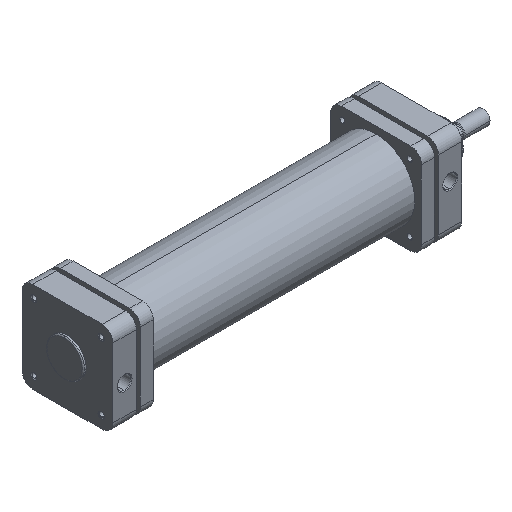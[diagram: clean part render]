
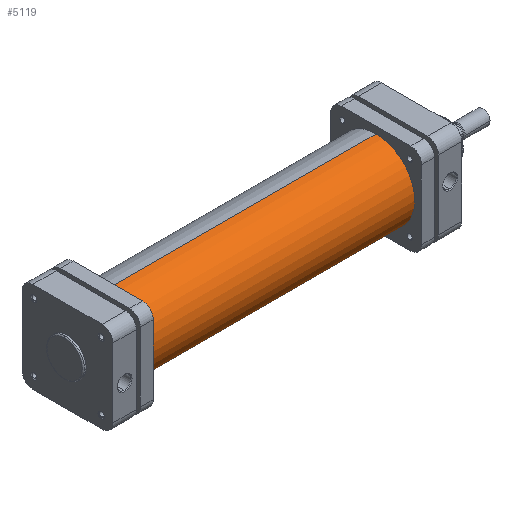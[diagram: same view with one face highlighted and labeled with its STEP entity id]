
A CAD part, isometric view. The second image highlights one B-rep face of the part: STEP entity #5119.
In plain terms, the highlighted cylindrical face has radius 53.5 mm (diameter 107 mm), a partial arc.
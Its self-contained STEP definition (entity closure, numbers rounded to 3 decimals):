
#131 = ORIENTED_EDGE ( 'NONE', *, *, #464, .T. ) ;
#225 = ORIENTED_EDGE ( 'NONE', *, *, #466, .F. ) ;
#232 = ORIENTED_EDGE ( 'NONE', *, *, #470, .T. ) ;
#248 = ORIENTED_EDGE ( 'NONE', *, *, #473, .F. ) ;
#464 = EDGE_CURVE ( 'NONE', #4850, #4858, #3186, .T. ) ;
#466 = EDGE_CURVE ( 'NONE', #4585, #4598, #3188, .T. ) ;
#470 = EDGE_CURVE ( 'NONE', #4585, #4850, #3191, .T. ) ;
#473 = EDGE_CURVE ( 'NONE', #4598, #4858, #3195, .T. ) ;
#772 = AXIS2_PLACEMENT_3D ( 'NONE', #4627, #4604, #4621 ) ;
#776 = AXIS2_PLACEMENT_3D ( 'NONE', #4587, #4624, #4626 ) ;
#1125 = AXIS2_PLACEMENT_3D ( 'NONE', #2465, #2464, #2463 ) ;
#1701 = CARTESIAN_POINT ( 'NONE',  ( -53.5, 0., 419. ) ) ;
#1708 = CARTESIAN_POINT ( 'NONE',  ( 53.5, 0., 419. ) ) ;
#1770 = CARTESIAN_POINT ( 'NONE',  ( -53.5, 0., 0. ) ) ;
#1776 = CARTESIAN_POINT ( 'NONE',  ( 53.5, 0., 0. ) ) ;
#2463 = DIRECTION ( 'NONE',  ( -1., 0., 0. ) ) ;
#2464 = DIRECTION ( 'NONE',  ( 0., 0., -1. ) ) ;
#2465 = CARTESIAN_POINT ( 'NONE',  ( 0., 0., 419. ) ) ;
#2956 = EDGE_LOOP ( 'NONE', ( #248, #225, #232, #131 ) ) ;
#3186 = CIRCLE ( 'NONE', #772, 53.5 ) ;
#3188 = CIRCLE ( 'NONE', #776, 53.5 ) ;
#3191 = LINE ( 'NONE', #4595, #3193 ) ;
#3193 = VECTOR ( 'NONE', #4608, 1000. ) ;
#3194 = VECTOR ( 'NONE', #4835, 1000. ) ;
#3195 = LINE ( 'NONE', #4584, #3194 ) ;
#3881 = FACE_OUTER_BOUND ( 'NONE', #2956, .T. ) ;
#3884 = CYLINDRICAL_SURFACE ( 'NONE', #1125, 53.5 ) ;
#4584 = CARTESIAN_POINT ( 'NONE',  ( 53.5, 0., 419. ) ) ;
#4585 = VERTEX_POINT ( 'NONE', #1701 ) ;
#4587 = CARTESIAN_POINT ( 'NONE',  ( 0., 0., 419. ) ) ;
#4595 = CARTESIAN_POINT ( 'NONE',  ( -53.5, 0., 419. ) ) ;
#4598 = VERTEX_POINT ( 'NONE', #1708 ) ;
#4604 = DIRECTION ( 'NONE',  ( 0., 0., 1. ) ) ;
#4608 = DIRECTION ( 'NONE',  ( 0., 0., -1. ) ) ;
#4621 = DIRECTION ( 'NONE',  ( 1., 0., 0. ) ) ;
#4624 = DIRECTION ( 'NONE',  ( 0., 0., 1. ) ) ;
#4626 = DIRECTION ( 'NONE',  ( 1., 0., 0. ) ) ;
#4627 = CARTESIAN_POINT ( 'NONE',  ( 0., 0., 0. ) ) ;
#4835 = DIRECTION ( 'NONE',  ( 0., 0., -1. ) ) ;
#4850 = VERTEX_POINT ( 'NONE', #1770 ) ;
#4858 = VERTEX_POINT ( 'NONE', #1776 ) ;
#5119 = ADVANCED_FACE ( 'NONE', ( #3881 ), #3884, .T. ) ;
